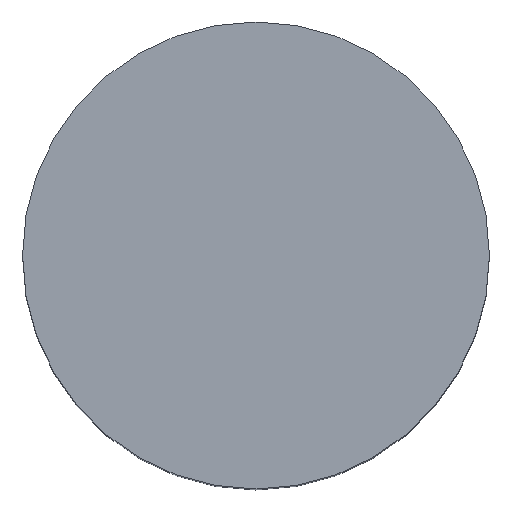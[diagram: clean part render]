
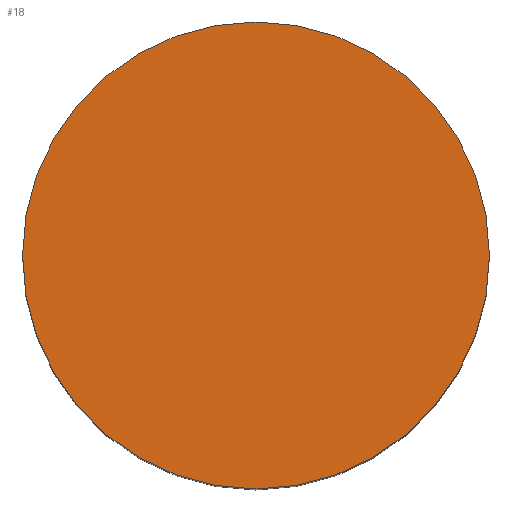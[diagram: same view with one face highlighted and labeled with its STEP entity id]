
A CAD part, top view. The second image highlights one B-rep face of the part: STEP entity #18.
In plain terms, the highlighted planar face has unit normal (0, 0, 1).
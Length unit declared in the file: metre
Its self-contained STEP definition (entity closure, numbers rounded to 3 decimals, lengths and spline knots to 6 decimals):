
#8 = DIRECTION ( 'NONE',  ( 0., 0., 1. ) ) ;
#18 = ADVANCED_FACE ( 'NONE', ( #56 ), #89, .T. ) ;
#46 = DIRECTION ( 'NONE',  ( 1., 0., 0. ) ) ;
#55 = EDGE_CURVE ( 'NONE', #127, #227, #138, .T. ) ;
#56 = FACE_OUTER_BOUND ( 'NONE', #156, .T. ) ;
#63 = DIRECTION ( 'NONE',  ( 0., 0., 1. ) ) ;
#81 = CIRCLE ( 'NONE', #199, 0.06 ) ;
#89 = PLANE ( 'NONE',  #181 ) ;
#127 = VERTEX_POINT ( 'NONE', #204 ) ;
#130 = DIRECTION ( 'NONE',  ( 1., 0., 0. ) ) ;
#138 = CIRCLE ( 'NONE', #157, 0.06 ) ;
#156 = EDGE_LOOP ( 'NONE', ( #192, #218 ) ) ;
#157 = AXIS2_PLACEMENT_3D ( 'NONE', #208, #8, #130 ) ;
#160 = CARTESIAN_POINT ( 'NONE',  ( 0., 0., 0.15 ) ) ;
#176 = EDGE_CURVE ( 'NONE', #227, #127, #81, .T. ) ;
#181 = AXIS2_PLACEMENT_3D ( 'NONE', #203, #63, #46 ) ;
#192 = ORIENTED_EDGE ( 'NONE', *, *, #176, .T. ) ;
#194 = CARTESIAN_POINT ( 'NONE',  ( -0.06, 0., 0.15 ) ) ;
#199 = AXIS2_PLACEMENT_3D ( 'NONE', #160, #206, #228 ) ;
#203 = CARTESIAN_POINT ( 'NONE',  ( 0., 0., 0.15 ) ) ;
#204 = CARTESIAN_POINT ( 'NONE',  ( 0.06, 0., 0.15 ) ) ;
#206 = DIRECTION ( 'NONE',  ( 0., 0., 1. ) ) ;
#208 = CARTESIAN_POINT ( 'NONE',  ( 0., 0., 0.15 ) ) ;
#218 = ORIENTED_EDGE ( 'NONE', *, *, #55, .T. ) ;
#227 = VERTEX_POINT ( 'NONE', #194 ) ;
#228 = DIRECTION ( 'NONE',  ( 1., 0., 0. ) ) ;
